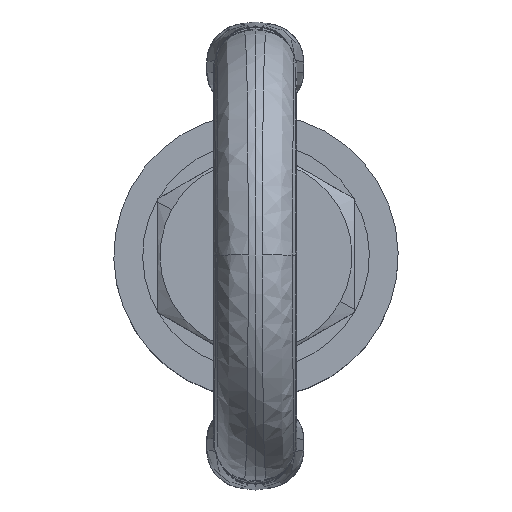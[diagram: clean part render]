
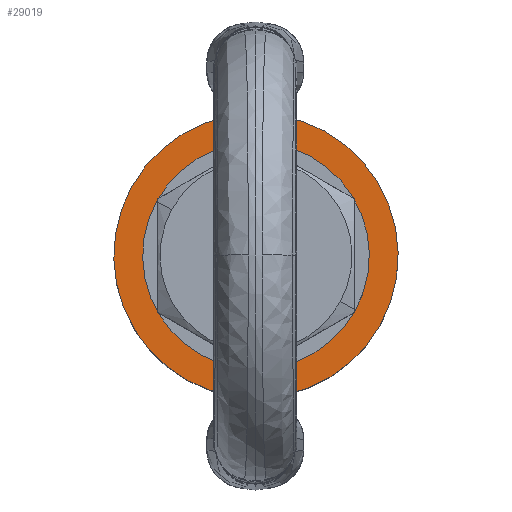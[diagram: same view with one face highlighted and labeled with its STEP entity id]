
A CAD part, top view. The second image highlights one B-rep face of the part: STEP entity #29019.
In plain terms, the highlighted planar face has unit normal (0, 0, 1).
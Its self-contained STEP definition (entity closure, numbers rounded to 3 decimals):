
#28893=CARTESIAN_POINT('Vertex',(23.492,43.002,-8.)) ;
#28896=CARTESIAN_POINT('Axis2P3D Location',(0.,0.,-8.)) ;
#28900=CARTESIAN_POINT('Vertex',(-23.492,-43.002,-8.)) ;
#28922=CARTESIAN_POINT('Axis2P3D Location',(0.,0.,-8.)) ;
#28948=CARTESIAN_POINT('Vertex',(29.485,53.971,-8.)) ;
#28964=CARTESIAN_POINT('Vertex',(-29.485,-53.971,-8.)) ;
#28967=CARTESIAN_POINT('Axis2P3D Location',(0.,0.,-8.)) ;
#28984=CARTESIAN_POINT('Axis2P3D Location',(0.,0.,-8.)) ;
#29006=CARTESIAN_POINT('Axis2P3D Location',(0.,-49.,-8.)) ;
#28897=DIRECTION('Axis2P3D Direction',(0.,0.,-1.)) ;
#28923=DIRECTION('Axis2P3D Direction',(0.,0.,-1.)) ;
#28968=DIRECTION('Axis2P3D Direction',(0.,0.,-1.)) ;
#28985=DIRECTION('Axis2P3D Direction',(0.,0.,-1.)) ;
#29007=DIRECTION('Axis2P3D Direction',(0.,0.,-1.)) ;
#29008=DIRECTION('Axis2P3D XDirection',(1.,0.,0.)) ;
#28898=AXIS2_PLACEMENT_3D('Circle Axis2P3D',#28896,#28897,$) ;
#28924=AXIS2_PLACEMENT_3D('Circle Axis2P3D',#28922,#28923,$) ;
#28969=AXIS2_PLACEMENT_3D('Circle Axis2P3D',#28967,#28968,$) ;
#28986=AXIS2_PLACEMENT_3D('Circle Axis2P3D',#28984,#28985,$) ;
#29009=AXIS2_PLACEMENT_3D('Plane Axis2P3D',#29006,#29007,#29008) ;
#29012=ORIENTED_EDGE('',*,*,#28971,.F.) ;
#29013=ORIENTED_EDGE('',*,*,#28988,.F.) ;
#29016=ORIENTED_EDGE('',*,*,#28926,.T.) ;
#29017=ORIENTED_EDGE('',*,*,#28902,.T.) ;
#29018=FACE_BOUND('',#29015,.T.) ;
#29019=ADVANCED_FACE('\X2\51434EF6672C9AD4\X0\',(#29014,#29018),#29010,.F.) ;
#28899=CIRCLE('generated circle',#28898,49.) ;
#28925=CIRCLE('generated circle',#28924,49.) ;
#28970=CIRCLE('generated circle',#28969,61.5) ;
#28987=CIRCLE('generated circle',#28986,61.5) ;
#28902=EDGE_CURVE('',#28901,#28894,#28899,.T.) ;
#28926=EDGE_CURVE('',#28894,#28901,#28925,.T.) ;
#28971=EDGE_CURVE('',#28965,#28949,#28970,.T.) ;
#28988=EDGE_CURVE('',#28949,#28965,#28987,.T.) ;
#29011=EDGE_LOOP('',(#29012,#29013)) ;
#29015=EDGE_LOOP('',(#29016,#29017)) ;
#29014=FACE_OUTER_BOUND('',#29011,.T.) ;
#29010=PLANE('',#29009) ;
#28894=VERTEX_POINT('',#28893) ;
#28901=VERTEX_POINT('',#28900) ;
#28949=VERTEX_POINT('',#28948) ;
#28965=VERTEX_POINT('',#28964) ;
